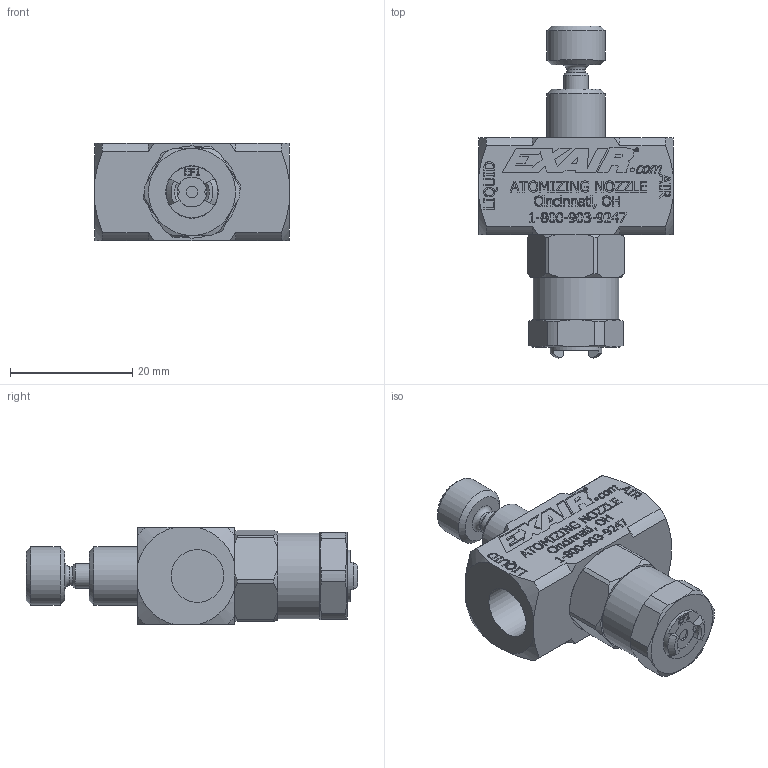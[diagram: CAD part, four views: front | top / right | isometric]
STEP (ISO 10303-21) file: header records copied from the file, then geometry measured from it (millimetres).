
FILE_DESCRIPTION(/* description */ (''),/* implementation_level */ '2;1');
FILE_NAME(/* name */ 'EF8030SS.stp',/* time_stamp */ '2017-03-27T16:20:43-04:00',/* author */ ('Adam Laub'),/* organization */ (''),/* preprocessor_version */ 'ST-DEVELOPER v16.5',/* originating_system */ 'Autodesk Inventor 2017',/* authorisation */ '');
FILE_SCHEMA (('AUTOMOTIVE_DESIGN { 1 0 10303 214 3 1 1 }'));
Length unit declared in the file: inch
Products named in the file (7): EF8010SS; 901802-DIM; 901805; 901804-DIM; 901762-DIM; 901764-DIM; 901761-EF1-DIM
Assembly tree (6 placements, depth 2):
  EF8010SS
    901802-DIM
    901805
    901804-DIM
    901762-DIM
    901764-DIM
    901761-EF1-DIM
Bounding box: 31.75 x 54.25 x 15.88 mm (x, y, z)
Volume: 12581.7 mm3; surface area: 6638.2 mm2
Topology: 6 solids, 8 shells, 1421 faces, 3799 edges, 2531 vertices
Faces by surface type: plane 878, bspline 442, cylinder 57, cone 43, torus 1
Full cylindrical faces by diameter (mm): 1.575 x2, 1.905 x1, 1.981 x1, 3.048 x1, 3.175 x1, 3.607 x1, 4.006 x1, 4.877 x1, 5.842 x2, 6.159 x1, 6.35 x1, 8.467 x1, 8.585 x1, 8.611 x2, 9.525 x2, 9.563 x1, 9.703 x2, 9.922 x1, 11.125 x1, 12.7 x1, 13.168 x1, 14.072 x1, 15.088 x1
Entity records: 46139 total; most frequent: CARTESIAN_POINT 13758, ORIENTED_EDGE 7490, DIRECTION 4929, EDGE_CURVE 3745, LINE 2637, VECTOR 2637, VERTEX_POINT 2517, EDGE_LOOP 1598
